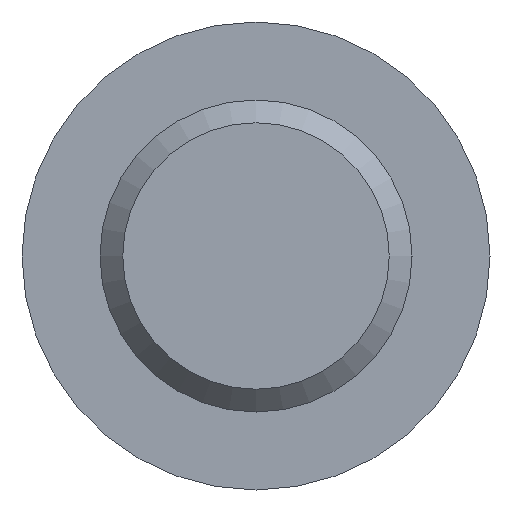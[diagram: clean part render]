
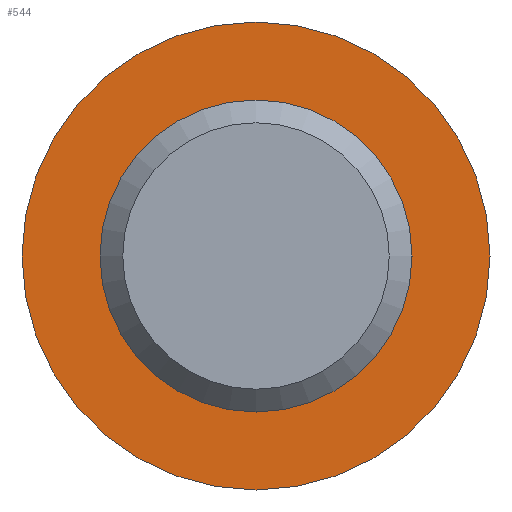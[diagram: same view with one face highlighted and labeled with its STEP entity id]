
A CAD part, front view. The second image highlights one B-rep face of the part: STEP entity #544.
In plain terms, the highlighted planar face has unit normal (0, -1, 0).
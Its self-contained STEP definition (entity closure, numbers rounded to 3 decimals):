
#37 = ORIENTED_EDGE ( 'NONE', *, *, #521, .F. ) ;
#52 = EDGE_LOOP ( 'NONE', ( #326 ) ) ;
#57 = AXIS2_PLACEMENT_3D ( 'NONE', #310, #239, #488 ) ;
#68 = AXIS2_PLACEMENT_3D ( 'NONE', #312, #77, #325 ) ;
#77 = DIRECTION ( 'NONE',  ( 0., -1., 0. ) ) ;
#85 = FACE_OUTER_BOUND ( 'NONE', #52, .T. ) ;
#239 = DIRECTION ( 'NONE',  ( 0., -1., 0. ) ) ;
#244 = PLANE ( 'NONE',  #370 ) ;
#251 = CARTESIAN_POINT ( 'NONE',  ( -6., 20., 0. ) ) ;
#302 = VERTEX_POINT ( 'NONE', #503 ) ;
#309 = EDGE_LOOP ( 'NONE', ( #37 ) ) ;
#310 = CARTESIAN_POINT ( 'NONE',  ( 0., 20., 0. ) ) ;
#312 = CARTESIAN_POINT ( 'NONE',  ( 0., 20., 0. ) ) ;
#325 = DIRECTION ( 'NONE',  ( 0., 0., -1. ) ) ;
#326 = ORIENTED_EDGE ( 'NONE', *, *, #494, .T. ) ;
#370 = AXIS2_PLACEMENT_3D ( 'NONE', #251, #412, #419 ) ;
#399 = CIRCLE ( 'NONE', #68, 6. ) ;
#412 = DIRECTION ( 'NONE',  ( 0., 1., 0. ) ) ;
#419 = DIRECTION ( 'NONE',  ( 0., 0., 1. ) ) ;
#454 = FACE_BOUND ( 'NONE', #309, .T. ) ;
#474 = CIRCLE ( 'NONE', #57, 9. ) ;
#488 = DIRECTION ( 'NONE',  ( 0., 0., -1. ) ) ;
#494 = EDGE_CURVE ( 'NONE', #498, #498, #474, .T. ) ;
#498 = VERTEX_POINT ( 'NONE', #509 ) ;
#503 = CARTESIAN_POINT ( 'NONE',  ( 0., 20., -6. ) ) ;
#509 = CARTESIAN_POINT ( 'NONE',  ( 0., 20., -9. ) ) ;
#521 = EDGE_CURVE ( 'NONE', #302, #302, #399, .T. ) ;
#544 = ADVANCED_FACE ( 'NONE', ( #454, #85 ), #244, .F. ) ;
